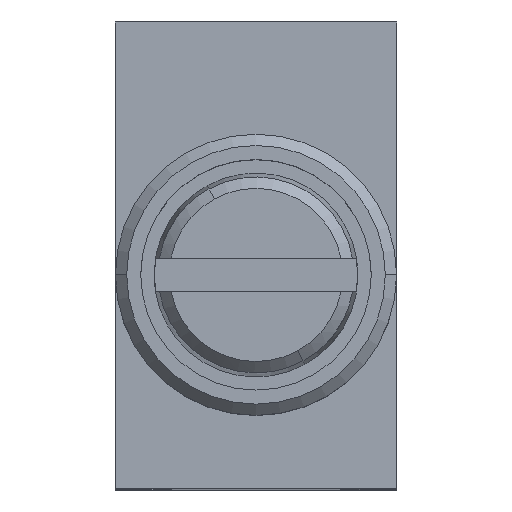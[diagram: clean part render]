
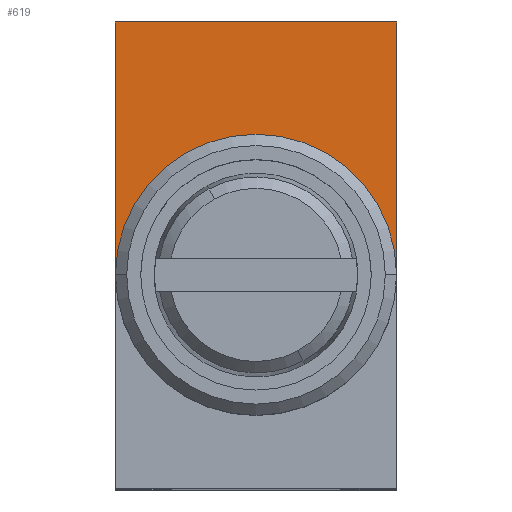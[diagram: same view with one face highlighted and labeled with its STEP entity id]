
A CAD part, top view. The second image highlights one B-rep face of the part: STEP entity #619.
In plain terms, the highlighted planar face has unit normal (0, 0, 1).
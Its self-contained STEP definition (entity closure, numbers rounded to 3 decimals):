
#212=AXIS2_PLACEMENT_3D('Circle Axis2P3D',#210,#211,$) ;
#592=AXIS2_PLACEMENT_3D('Plane Axis2P3D',#589,#590,#591) ;
#188=CARTESIAN_POINT('Vertex',(0.,3.8,16.)) ;
#195=CARTESIAN_POINT('Vertex',(5.,3.8,16.)) ;
#210=CARTESIAN_POINT('Axis2P3D Location',(2.5,3.8,16.)) ;
#589=CARTESIAN_POINT('Axis2P3D Location',(0.,8.3,16.)) ;
#594=CARTESIAN_POINT('Line Origine',(5.,6.05,16.)) ;
#598=CARTESIAN_POINT('Vertex',(5.,8.3,16.)) ;
#601=CARTESIAN_POINT('Line Origine',(2.5,8.3,16.)) ;
#605=CARTESIAN_POINT('Vertex',(0.,8.3,16.)) ;
#608=CARTESIAN_POINT('Line Origine',(0.,6.05,16.)) ;
#211=DIRECTION('Axis2P3D Direction',(0.,0.,1.)) ;
#590=DIRECTION('Axis2P3D Direction',(-0.,0.,1.)) ;
#591=DIRECTION('Axis2P3D XDirection',(0.,-1.,0.)) ;
#595=DIRECTION('Vector Direction',(0.,-1.,0.)) ;
#602=DIRECTION('Vector Direction',(1.,0.,0.)) ;
#609=DIRECTION('Vector Direction',(0.,-1.,0.)) ;
#596=VECTOR('Line Direction',#595,1.) ;
#603=VECTOR('Line Direction',#602,1.) ;
#610=VECTOR('Line Direction',#609,1.) ;
#614=ORIENTED_EDGE('',*,*,#600,.T.) ;
#615=ORIENTED_EDGE('',*,*,#607,.F.) ;
#616=ORIENTED_EDGE('',*,*,#612,.F.) ;
#617=ORIENTED_EDGE('',*,*,#214,.F.) ;
#619=ADVANCED_FACE('Housing',(#618),#593,.T.) ;
#213=CIRCLE('generated circle',#212,2.5) ;
#214=EDGE_CURVE('',#196,#189,#213,.T.) ;
#600=EDGE_CURVE('',#196,#599,#597,.F.) ;
#607=EDGE_CURVE('',#606,#599,#604,.T.) ;
#612=EDGE_CURVE('',#189,#606,#611,.F.) ;
#613=EDGE_LOOP('',(#614,#615,#616,#617)) ;
#618=FACE_OUTER_BOUND('',#613,.T.) ;
#597=LINE('Line',#594,#596) ;
#604=LINE('Line',#601,#603) ;
#611=LINE('Line',#608,#610) ;
#593=PLANE('',#592) ;
#189=VERTEX_POINT('',#188) ;
#196=VERTEX_POINT('',#195) ;
#599=VERTEX_POINT('',#598) ;
#606=VERTEX_POINT('',#605) ;
